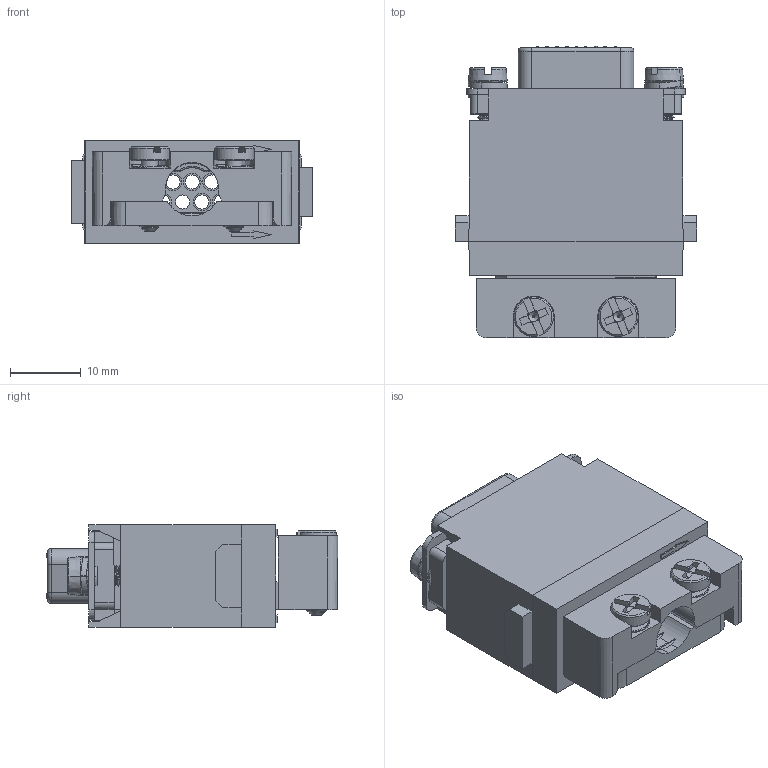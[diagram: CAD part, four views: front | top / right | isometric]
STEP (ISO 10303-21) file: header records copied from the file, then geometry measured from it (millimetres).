
FILE_DESCRIPTION(/* description */ (''),/* implementation_level */ '2;1');
FILE_NAME(/* name */ '3D_1290090200506-HMDS_2.1-009-FC 3SP01_V1.0_stp.stp',/* time_stamp */ '2024-02-04T16:20:18+08:00',/* author */ (''),/* organization */ (''),/* preprocessor_version */ 'ST-DEVELOPER v18.1',/* originating_system */ 'SIEMENS PLM Software NX 1980',/* authorisation */ '');
FILE_SCHEMA (('AUTOMOTIVE_DESIGN { 1 0 10303 214 3 1 1 1 }'));
Length unit declared in the file: millimetre
Products named in the file (1): 1318193024BDb8gi
Bounding box: 34.2 x 41.35 x 14.65 mm (x, y, z)
Volume: 9033.4 mm3; surface area: 12644.9 mm2
Topology: 1 solids, 1 shells, 623 faces, 1673 edges, 1079 vertices
Faces by surface type: plane 356, cylinder 130, cone 40, bspline 32, torus 32, extrusion 29, sphere 4
Full cylindrical faces by diameter (mm): 2.4 x2, 5.6 x2
Entity records: 25521 total; most frequent: CARTESIAN_POINT 10101, ORIENTED_EDGE 3296, DIRECTION 2698, EDGE_CURVE 1648, VERTEX_POINT 1073, VECTOR 932, LINE 903, AXIS2_PLACEMENT_3D 883
